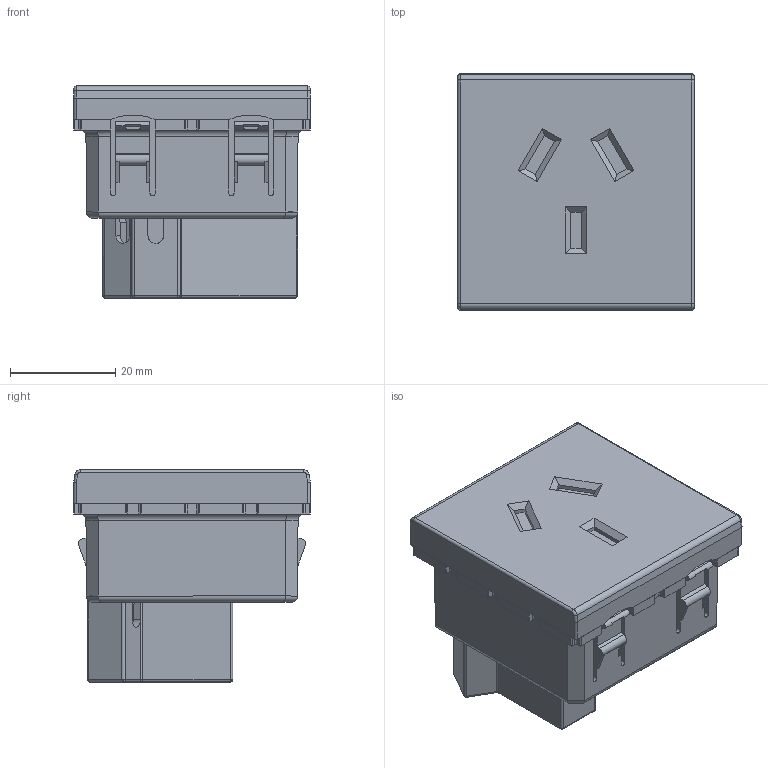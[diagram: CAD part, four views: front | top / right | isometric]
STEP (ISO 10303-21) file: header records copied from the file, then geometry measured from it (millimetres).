
FILE_DESCRIPTION(('CATIA V5 STEP Exchange','CAx-IF Rec.Pracs.--- Model Styling and Organization---1.4--- 2014-01-23'),'2;1');
FILE_NAME ('013614-2_2', '2019-10-18T06:38:50+00:00', ('none'), ('Weidmueller'), 'CATIA Version 5-6 Release 2016 SP3 HF44', 'CATIA V5 STEP AP214', 'none');
FILE_SCHEMA(('AUTOMOTIVE_DESIGN { 1 0 10303 214 1 1 1 1 }'));
Length unit declared in the file: millimetre
Products named in the file (1): 1450830000
Bounding box: 45 x 45 x 40.4 mm (x, y, z)
Volume: 49390.5 mm3; surface area: 16916.7 mm2
Topology: 2 solids, 2 shells, 520 faces, 1432 edges, 903 vertices
Faces by surface type: plane 316, cylinder 171, sphere 22, torus 7, extrusion 4
Entity records: 15975 total; most frequent: CARTESIAN_POINT 3574, ORIENTED_EDGE 2820, DIRECTION 2105, EDGE_CURVE 1410, VECTOR 1005, LINE 1001, VERTEX_POINT 903, AXIS2_PLACEMENT_3D 698
